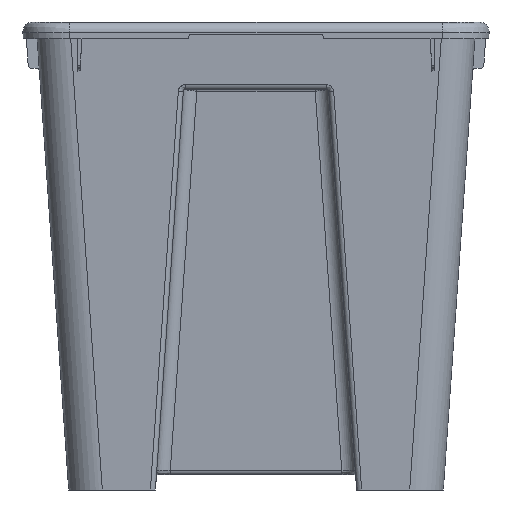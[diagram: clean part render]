
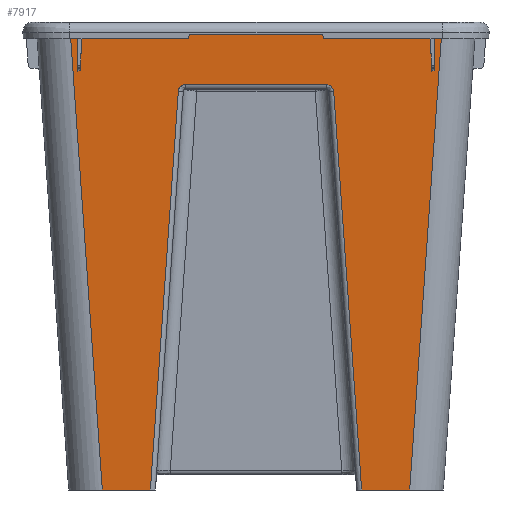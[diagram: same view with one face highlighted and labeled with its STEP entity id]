
A CAD part, left-side view. The second image highlights one B-rep face of the part: STEP entity #7917.
In plain terms, the highlighted planar face has unit normal (-0.998, 0, -0.07).
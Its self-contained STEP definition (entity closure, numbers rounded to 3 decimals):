
#146=B_SPLINE_CURVE_WITH_KNOTS('',3,(#16022,#16023,#16024,#16025,#16026),
 .UNSPECIFIED.,.F.,.F.,(4,1,4),(-0.644,-0.276,0.),
 .UNSPECIFIED.);
#147=B_SPLINE_CURVE_WITH_KNOTS('',3,(#16060,#16061,#16062,#16063,#16064),
 .UNSPECIFIED.,.F.,.F.,(4,1,4),(-0.644,-0.276,0.),
 .UNSPECIFIED.);
#619=PLANE('',#8664);
#1030=FACE_OUTER_BOUND('',#1514,.T.);
#1514=EDGE_LOOP('',(#6653,#6654,#6655,#6656,#6657,#6658,#6659,#6660,#6661,
#6662));
#1733=LINE('',#11756,#2370);
#1965=LINE('',#14971,#2602);
#1995=LINE('',#15106,#2632);
#2058=LINE('',#16075,#2695);
#2061=LINE('',#16216,#2698);
#2064=LINE('',#16220,#2701);
#2067=LINE('',#16230,#2704);
#2068=LINE('',#16232,#2705);
#2370=VECTOR('',#9129,10.);
#2602=VECTOR('',#9983,10.);
#2632=VECTOR('',#10069,10.);
#2695=VECTOR('',#10324,10.);
#2698=VECTOR('',#10347,10.);
#2701=VECTOR('',#10352,10.);
#2704=VECTOR('',#10369,10.);
#2705=VECTOR('',#10372,10.);
#3187=VERTEX_POINT('',#11477);
#3202=VERTEX_POINT('',#11754);
#3478=VERTEX_POINT('',#14968);
#3479=VERTEX_POINT('',#14970);
#3523=VERTEX_POINT('',#15103);
#3524=VERTEX_POINT('',#15105);
#3621=VERTEX_POINT('',#16019);
#3622=VERTEX_POINT('',#16021);
#3623=VERTEX_POINT('',#16058);
#3624=VERTEX_POINT('',#16059);
#3975=EDGE_CURVE('',#3187,#3202,#1733,.T.);
#4433=EDGE_CURVE('',#3478,#3479,#1965,.T.);
#4485=EDGE_CURVE('',#3523,#3524,#1995,.T.);
#4636=EDGE_CURVE('',#3621,#3622,#146,.T.);
#4638=EDGE_CURVE('',#3623,#3624,#147,.T.);
#4642=EDGE_CURVE('',#3624,#3621,#2058,.T.);
#4655=EDGE_CURVE('',#3479,#3623,#2061,.T.);
#4658=EDGE_CURVE('',#3622,#3523,#2064,.T.);
#4661=EDGE_CURVE('',#3524,#3202,#2067,.T.);
#4662=EDGE_CURVE('',#3187,#3478,#2068,.T.);
#6653=ORIENTED_EDGE('',*,*,#4655,.F.);
#6654=ORIENTED_EDGE('',*,*,#4433,.F.);
#6655=ORIENTED_EDGE('',*,*,#4662,.F.);
#6656=ORIENTED_EDGE('',*,*,#3975,.T.);
#6657=ORIENTED_EDGE('',*,*,#4661,.F.);
#6658=ORIENTED_EDGE('',*,*,#4485,.F.);
#6659=ORIENTED_EDGE('',*,*,#4658,.F.);
#6660=ORIENTED_EDGE('',*,*,#4636,.F.);
#6661=ORIENTED_EDGE('',*,*,#4642,.F.);
#6662=ORIENTED_EDGE('',*,*,#4638,.F.);
#7917=ADVANCED_FACE('',(#1030),#619,.F.);
#8664=AXIS2_PLACEMENT_3D('',#16285,#10463,#10464);
#9129=DIRECTION('',(0.,1.,0.));
#9983=DIRECTION('',(0.,1.,0.));
#10069=DIRECTION('',(0.,1.,0.));
#10324=DIRECTION('',(0.,1.,0.));
#10347=DIRECTION('',(-0.07,0.07,0.995));
#10352=DIRECTION('',(0.07,0.07,-0.995));
#10369=DIRECTION('',(-0.07,0.07,0.995));
#10372=DIRECTION('',(0.07,0.07,-0.995));
#10463=DIRECTION('center_axis',(0.998,0.,0.07));
#10464=DIRECTION('ref_axis',(0.07,0.,-0.998));
#11477=CARTESIAN_POINT('',(-186.728,-110.527,274.975));
#11754=CARTESIAN_POINT('',(-186.728,110.527,274.975));
#11756=CARTESIAN_POINT('',(-186.728,130.478,274.975));
#14968=CARTESIAN_POINT('',(-167.5,-91.299,0.));
#14970=CARTESIAN_POINT('',(-167.5,-62.743,0.));
#14971=CARTESIAN_POINT('',(-167.5,-55.625,0.));
#15103=CARTESIAN_POINT('',(-167.5,62.743,0.));
#15105=CARTESIAN_POINT('',(-167.5,91.299,0.));
#15106=CARTESIAN_POINT('',(-167.5,-55.625,0.));
#16019=CARTESIAN_POINT('',(-184.338,41.934,240.791));
#16021=CARTESIAN_POINT('',(-184.054,46.148,236.738));
#16022=CARTESIAN_POINT('Ctrl Pts',(-184.338,41.934,240.791));
#16023=CARTESIAN_POINT('Ctrl Pts',(-184.338,43.161,240.791));
#16024=CARTESIAN_POINT('Ctrl Pts',(-184.265,45.272,239.757));
#16025=CARTESIAN_POINT('Ctrl Pts',(-184.118,46.084,237.654));
#16026=CARTESIAN_POINT('Ctrl Pts',(-184.054,46.148,236.738));
#16058=CARTESIAN_POINT('',(-184.054,-46.148,236.738));
#16059=CARTESIAN_POINT('',(-184.338,-41.934,240.791));
#16060=CARTESIAN_POINT('Ctrl Pts',(-184.054,-46.148,
236.738));
#16061=CARTESIAN_POINT('Ctrl Pts',(-184.14,-46.062,
237.959));
#16062=CARTESIAN_POINT('Ctrl Pts',(-184.285,-44.998,240.033));
#16063=CARTESIAN_POINT('Ctrl Pts',(-184.338,-42.855,
240.791));
#16064=CARTESIAN_POINT('Ctrl Pts',(-184.338,-41.934,
240.791));
#16075=CARTESIAN_POINT('',(-184.338,0.,240.791));
#16216=CARTESIAN_POINT('',(-185.499,-44.7,257.396));
#16220=CARTESIAN_POINT('',(-177.047,53.172,136.529));
#16230=CARTESIAN_POINT('',(-176.489,100.288,128.552));
#16232=CARTESIAN_POINT('',(-186.057,-109.855,265.373));
#16285=CARTESIAN_POINT('Origin',(-186.728,0.,274.975));
